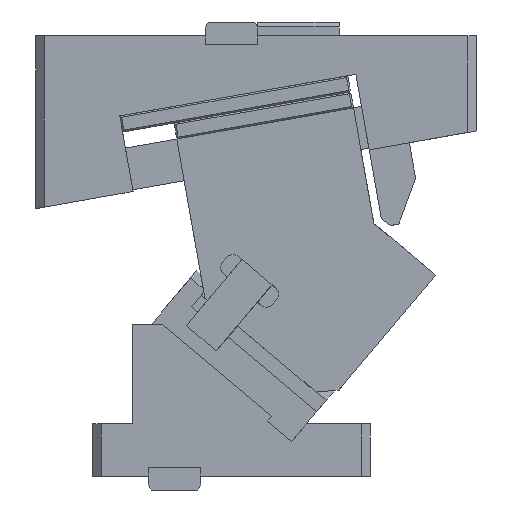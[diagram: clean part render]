
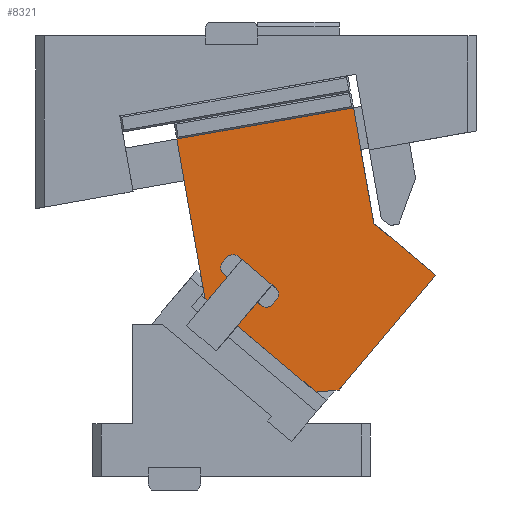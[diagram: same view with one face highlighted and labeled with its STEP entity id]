
A CAD part, front view. The second image highlights one B-rep face of the part: STEP entity #8321.
In plain terms, the highlighted planar face has unit normal (0, -1, 0).
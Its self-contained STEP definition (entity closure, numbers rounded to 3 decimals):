
#7790=CARTESIAN_POINT('Vertex',(109.821,0.,117.367)) ;
#7793=CARTESIAN_POINT('Line Origine',(100.628,0.,125.08)) ;
#7797=CARTESIAN_POINT('Vertex',(91.436,0.,132.794)) ;
#7863=CARTESIAN_POINT('Vertex',(82.437,0.,122.069)) ;
#7866=CARTESIAN_POINT('Line Origine',(76.33,0.,114.791)) ;
#7870=CARTESIAN_POINT('Vertex',(70.224,0.,107.514)) ;
#7916=CARTESIAN_POINT('Vertex',(100.822,0.,106.642)) ;
#7919=CARTESIAN_POINT('Line Origine',(101.971,0.,105.678)) ;
#7923=CARTESIAN_POINT('Vertex',(103.12,0.,104.714)) ;
#7944=CARTESIAN_POINT('Vertex',(80.139,0.,123.997)) ;
#7947=CARTESIAN_POINT('Line Origine',(81.288,0.,123.033)) ;
#7972=CARTESIAN_POINT('Vertex',(79.522,0.,131.041)) ;
#7977=CARTESIAN_POINT('Axis2P3D Location',(83.353,0.,127.827)) ;
#8003=CARTESIAN_POINT('Vertex',(82.094,0.,134.106)) ;
#8008=CARTESIAN_POINT('Line Origine',(80.808,0.,132.574)) ;
#8110=CARTESIAN_POINT('Vertex',(110.164,0.,105.33)) ;
#8113=CARTESIAN_POINT('Line Origine',(111.45,0.,106.862)) ;
#8117=CARTESIAN_POINT('Vertex',(112.735,0.,108.394)) ;
#8137=CARTESIAN_POINT('Axis2P3D Location',(108.905,0.,111.608)) ;
#8141=CARTESIAN_POINT('Vertex',(112.119,0.,115.438)) ;
#8161=CARTESIAN_POINT('Line Origine',(110.97,0.,116.402)) ;
#8178=CARTESIAN_POINT('Line Origine',(90.287,0.,133.758)) ;
#8182=CARTESIAN_POINT('Vertex',(89.138,0.,134.722)) ;
#8206=CARTESIAN_POINT('Axis2P3D Location',(85.924,0.,130.892)) ;
#8218=CARTESIAN_POINT('Axis2P3D Location',(174.381,0.,85.65)) ;
#8224=CARTESIAN_POINT('Control Point',(110.164,0.,105.33)) ;
#8225=CARTESIAN_POINT('Control Point',(109.812,0.,104.91)) ;
#8226=CARTESIAN_POINT('Control Point',(109.403,0.,104.539)) ;
#8227=CARTESIAN_POINT('Control Point',(108.944,0.,104.226)) ;
#8228=CARTESIAN_POINT('Control Point',(107.954,0.,103.734)) ;
#8229=CARTESIAN_POINT('Control Point',(106.868,0.,103.527)) ;
#8230=CARTESIAN_POINT('Control Point',(106.314,0.,103.499)) ;
#8231=CARTESIAN_POINT('Control Point',(105.285,0.,103.588)) ;
#8232=CARTESIAN_POINT('Control Point',(104.315,0.,103.933)) ;
#8233=CARTESIAN_POINT('Control Point',(103.885,0.,104.146)) ;
#8234=CARTESIAN_POINT('Control Point',(103.484,0.,104.408)) ;
#8235=CARTESIAN_POINT('Control Point',(103.12,0.,104.714)) ;
#8237=CARTESIAN_POINT('Line Origine',(94.715,0.,99.365)) ;
#8241=CARTESIAN_POINT('Vertex',(88.609,0.,92.087)) ;
#8244=CARTESIAN_POINT('Line Origine',(112.739,0.,71.839)) ;
#8248=CARTESIAN_POINT('Vertex',(136.87,0.,51.592)) ;
#8251=CARTESIAN_POINT('Line Origine',(143.914,0.,52.208)) ;
#8255=CARTESIAN_POINT('Vertex',(150.958,0.,52.824)) ;
#8258=CARTESIAN_POINT('Line Origine',(180.526,0.,88.062)) ;
#8262=CARTESIAN_POINT('Vertex',(210.094,0.,123.3)) ;
#8265=CARTESIAN_POINT('Line Origine',(191.179,0.,139.172)) ;
#8269=CARTESIAN_POINT('Vertex',(172.265,0.,155.043)) ;
#8272=CARTESIAN_POINT('Line Origine',(166.023,0.,190.442)) ;
#8276=CARTESIAN_POINT('Vertex',(159.781,0.,225.84)) ;
#8279=CARTESIAN_POINT('Line Origine',(105.617,0.,216.289)) ;
#8283=CARTESIAN_POINT('Vertex',(51.452,0.,206.738)) ;
#8286=CARTESIAN_POINT('Line Origine',(60.09,0.,157.754)) ;
#8290=CARTESIAN_POINT('Vertex',(68.727,0.,108.77)) ;
#8293=CARTESIAN_POINT('Line Origine',(69.475,0.,108.142)) ;
#7794=DIRECTION('Vector Direction',(0.766,0.,-0.643)) ;
#7867=DIRECTION('Vector Direction',(0.643,0.,0.766)) ;
#7920=DIRECTION('Vector Direction',(-0.766,0.,0.643)) ;
#7948=DIRECTION('Vector Direction',(-0.766,0.,0.643)) ;
#7978=DIRECTION('Axis2P3D Direction',(0.,-1.,0.)) ;
#8009=DIRECTION('Vector Direction',(-0.643,0.,-0.766)) ;
#8114=DIRECTION('Vector Direction',(0.643,0.,0.766)) ;
#8138=DIRECTION('Axis2P3D Direction',(0.,-1.,0.)) ;
#8162=DIRECTION('Vector Direction',(0.766,0.,-0.643)) ;
#8179=DIRECTION('Vector Direction',(0.766,0.,-0.643)) ;
#8207=DIRECTION('Axis2P3D Direction',(0.,-1.,0.)) ;
#8219=DIRECTION('Axis2P3D Direction',(0.,1.,0.)) ;
#8220=DIRECTION('Axis2P3D XDirection',(-0.766,0.,0.643)) ;
#8238=DIRECTION('Vector Direction',(-0.643,0.,-0.766)) ;
#8245=DIRECTION('Vector Direction',(-0.766,0.,0.643)) ;
#8252=DIRECTION('Vector Direction',(-0.996,0.,-0.087)) ;
#8259=DIRECTION('Vector Direction',(0.643,0.,0.766)) ;
#8266=DIRECTION('Vector Direction',(0.766,0.,-0.643)) ;
#8273=DIRECTION('Vector Direction',(0.174,0.,-0.985)) ;
#8280=DIRECTION('Vector Direction',(-0.985,0.,-0.174)) ;
#8287=DIRECTION('Vector Direction',(-0.174,0.,0.985)) ;
#8294=DIRECTION('Vector Direction',(-0.766,0.,0.643)) ;
#7979=AXIS2_PLACEMENT_3D('Circle Axis2P3D',#7977,#7978,$) ;
#8139=AXIS2_PLACEMENT_3D('Circle Axis2P3D',#8137,#8138,$) ;
#8208=AXIS2_PLACEMENT_3D('Circle Axis2P3D',#8206,#8207,$) ;
#8221=AXIS2_PLACEMENT_3D('Plane Axis2P3D',#8218,#8219,#8220) ;
#8299=ORIENTED_EDGE('',*,*,#7799,.T.) ;
#8300=ORIENTED_EDGE('',*,*,#8165,.T.) ;
#8301=ORIENTED_EDGE('',*,*,#8143,.F.) ;
#8302=ORIENTED_EDGE('',*,*,#8119,.F.) ;
#8303=ORIENTED_EDGE('',*,*,#8236,.F.) ;
#8304=ORIENTED_EDGE('',*,*,#7925,.F.) ;
#8305=ORIENTED_EDGE('',*,*,#8243,.T.) ;
#8306=ORIENTED_EDGE('',*,*,#8250,.F.) ;
#8307=ORIENTED_EDGE('',*,*,#8257,.F.) ;
#8308=ORIENTED_EDGE('',*,*,#8264,.T.) ;
#8309=ORIENTED_EDGE('',*,*,#8271,.F.) ;
#8310=ORIENTED_EDGE('',*,*,#8278,.F.) ;
#8311=ORIENTED_EDGE('',*,*,#8285,.T.) ;
#8312=ORIENTED_EDGE('',*,*,#8292,.F.) ;
#8313=ORIENTED_EDGE('',*,*,#8297,.F.) ;
#8314=ORIENTED_EDGE('',*,*,#7872,.T.) ;
#8315=ORIENTED_EDGE('',*,*,#7951,.F.) ;
#8316=ORIENTED_EDGE('',*,*,#7981,.F.) ;
#8317=ORIENTED_EDGE('',*,*,#8012,.F.) ;
#8318=ORIENTED_EDGE('',*,*,#8210,.F.) ;
#8319=ORIENTED_EDGE('',*,*,#8184,.T.) ;
#7795=VECTOR('Line Direction',#7794,1.) ;
#7868=VECTOR('Line Direction',#7867,1.) ;
#7921=VECTOR('Line Direction',#7920,1.) ;
#7949=VECTOR('Line Direction',#7948,1.) ;
#8010=VECTOR('Line Direction',#8009,1.) ;
#8115=VECTOR('Line Direction',#8114,1.) ;
#8163=VECTOR('Line Direction',#8162,1.) ;
#8180=VECTOR('Line Direction',#8179,1.) ;
#8239=VECTOR('Line Direction',#8238,1.) ;
#8246=VECTOR('Line Direction',#8245,1.) ;
#8253=VECTOR('Line Direction',#8252,1.) ;
#8260=VECTOR('Line Direction',#8259,1.) ;
#8267=VECTOR('Line Direction',#8266,1.) ;
#8274=VECTOR('Line Direction',#8273,1.) ;
#8281=VECTOR('Line Direction',#8280,1.) ;
#8288=VECTOR('Line Direction',#8287,1.) ;
#8295=VECTOR('Line Direction',#8294,1.) ;
#8321=ADVANCED_FACE('CAM SLIDER',(#8320),#8222,.F.) ;
#8223=B_SPLINE_CURVE_WITH_KNOTS('',5,(#8224,#8225,#8226,#8227,#8228,#8229,#8230,#8231,#8232,#8233,#8234,#8235),.UNSPECIFIED.,.F.,.U.,(6,3,3,6),(0.,3.873,7.746,11.107),.UNSPECIFIED.) ;
#7980=CIRCLE('generated circle',#7979,5.) ;
#8140=CIRCLE('generated circle',#8139,5.) ;
#8209=CIRCLE('generated circle',#8208,5.) ;
#7799=EDGE_CURVE('',#7798,#7791,#7796,.T.) ;
#7872=EDGE_CURVE('',#7871,#7864,#7869,.T.) ;
#7925=EDGE_CURVE('',#7917,#7924,#7922,.F.) ;
#7951=EDGE_CURVE('',#7945,#7864,#7950,.F.) ;
#7981=EDGE_CURVE('',#7973,#7945,#7980,.T.) ;
#8012=EDGE_CURVE('',#8004,#7973,#8011,.T.) ;
#8119=EDGE_CURVE('',#8111,#8118,#8116,.T.) ;
#8143=EDGE_CURVE('',#8118,#8142,#8140,.T.) ;
#8165=EDGE_CURVE('',#7791,#8142,#8164,.T.) ;
#8184=EDGE_CURVE('',#8183,#7798,#8181,.T.) ;
#8210=EDGE_CURVE('',#8183,#8004,#8209,.T.) ;
#8236=EDGE_CURVE('',#7924,#8111,#8223,.F.) ;
#8243=EDGE_CURVE('',#7917,#8242,#8240,.T.) ;
#8250=EDGE_CURVE('',#8249,#8242,#8247,.T.) ;
#8257=EDGE_CURVE('',#8256,#8249,#8254,.T.) ;
#8264=EDGE_CURVE('',#8256,#8263,#8261,.T.) ;
#8271=EDGE_CURVE('',#8270,#8263,#8268,.T.) ;
#8278=EDGE_CURVE('',#8277,#8270,#8275,.T.) ;
#8285=EDGE_CURVE('',#8277,#8284,#8282,.T.) ;
#8292=EDGE_CURVE('',#8291,#8284,#8289,.T.) ;
#8297=EDGE_CURVE('',#7871,#8291,#8296,.T.) ;
#8298=EDGE_LOOP('',(#8299,#8300,#8301,#8302,#8303,#8304,#8305,#8306,#8307,#8308,#8309,#8310,#8311,#8312,#8313,#8314,#8315,#8316,#8317,#8318,#8319)) ;
#8320=FACE_OUTER_BOUND('',#8298,.T.) ;
#7796=LINE('Line',#7793,#7795) ;
#7869=LINE('Line',#7866,#7868) ;
#7922=LINE('Line',#7919,#7921) ;
#7950=LINE('Line',#7947,#7949) ;
#8011=LINE('Line',#8008,#8010) ;
#8116=LINE('Line',#8113,#8115) ;
#8164=LINE('Line',#8161,#8163) ;
#8181=LINE('Line',#8178,#8180) ;
#8240=LINE('Line',#8237,#8239) ;
#8247=LINE('Line',#8244,#8246) ;
#8254=LINE('Line',#8251,#8253) ;
#8261=LINE('Line',#8258,#8260) ;
#8268=LINE('Line',#8265,#8267) ;
#8275=LINE('Line',#8272,#8274) ;
#8282=LINE('Line',#8279,#8281) ;
#8289=LINE('Line',#8286,#8288) ;
#8296=LINE('Line',#8293,#8295) ;
#8222=PLANE('Plane',#8221) ;
#7791=VERTEX_POINT('',#7790) ;
#7798=VERTEX_POINT('',#7797) ;
#7864=VERTEX_POINT('',#7863) ;
#7871=VERTEX_POINT('',#7870) ;
#7917=VERTEX_POINT('',#7916) ;
#7924=VERTEX_POINT('',#7923) ;
#7945=VERTEX_POINT('',#7944) ;
#7973=VERTEX_POINT('',#7972) ;
#8004=VERTEX_POINT('',#8003) ;
#8111=VERTEX_POINT('',#8110) ;
#8118=VERTEX_POINT('',#8117) ;
#8142=VERTEX_POINT('',#8141) ;
#8183=VERTEX_POINT('',#8182) ;
#8242=VERTEX_POINT('',#8241) ;
#8249=VERTEX_POINT('',#8248) ;
#8256=VERTEX_POINT('',#8255) ;
#8263=VERTEX_POINT('',#8262) ;
#8270=VERTEX_POINT('',#8269) ;
#8277=VERTEX_POINT('',#8276) ;
#8284=VERTEX_POINT('',#8283) ;
#8291=VERTEX_POINT('',#8290) ;
